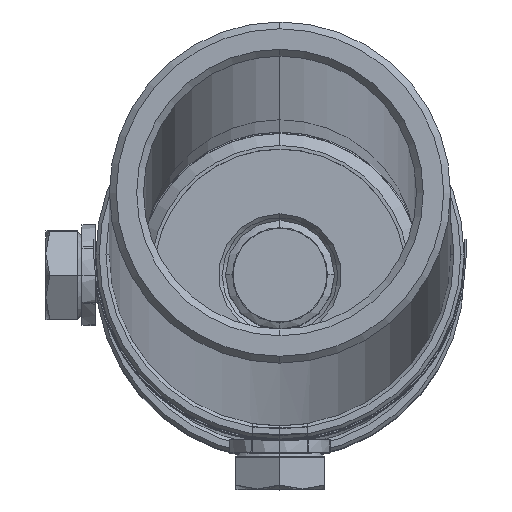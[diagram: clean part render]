
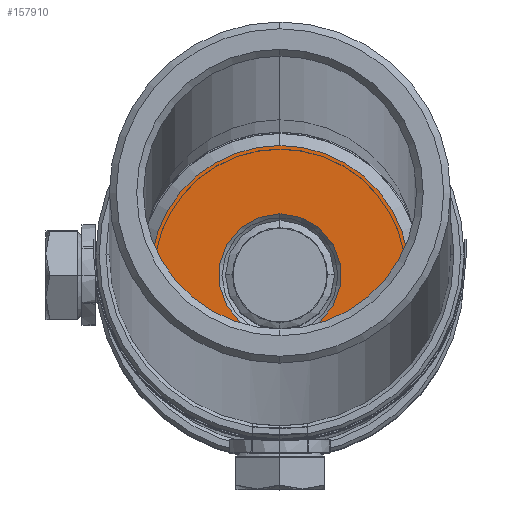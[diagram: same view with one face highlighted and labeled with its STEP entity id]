
A CAD part, top view. The second image highlights one B-rep face of the part: STEP entity #157910.
In plain terms, the highlighted planar face has unit normal (0, 0, 1).
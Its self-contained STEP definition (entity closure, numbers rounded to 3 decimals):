
#157560=CARTESIAN_POINT('',(0.,10.5,55.));
#157570=DIRECTION('',(0.,0.,-1.));
#157580=DIRECTION('',(0.,1.,0.));
#157590=AXIS2_PLACEMENT_3D('',#157560,#157570,#157580);
#157600=PLANE('',#157590);
#157610=CARTESIAN_POINT('',(0.,0.,55.));
#157620=DIRECTION('',(0.,-0.,-1.));
#157630=DIRECTION('',(0.,1.,0.));
#157640=AXIS2_PLACEMENT_3D('',#157610,#157620,#157630);
#157650=CIRCLE('',#157640,9.);
#157660=CARTESIAN_POINT('',(0.,9.,55.));
#157670=VERTEX_POINT('',#157660);
#157680=CARTESIAN_POINT('',(0.,-9.,55.));
#157690=VERTEX_POINT('',#157680);
#157700=EDGE_CURVE('',#157670,#157690,#157650,.T.);
#157710=ORIENTED_EDGE('',*,*,#157700,.T.);
#157720=EDGE_CURVE('',#157690,#157670,#157650,.T.);
#157730=ORIENTED_EDGE('',*,*,#157720,.T.);
#157740=EDGE_LOOP('',(#157730,#157710));
#157750=FACE_BOUND('',#157740,.T.);
#157760=CARTESIAN_POINT('',(0.,0.,55.));
#157770=DIRECTION('',(0.,-0.,-1.));
#157780=DIRECTION('',(0.,1.,0.));
#157790=AXIS2_PLACEMENT_3D('',#157760,#157770,#157780);
#157800=CIRCLE('',#157790,19.);
#157810=CARTESIAN_POINT('',(0.,19.,55.));
#157820=VERTEX_POINT('',#157810);
#157830=CARTESIAN_POINT('',(0.,-19.,55.));
#157840=VERTEX_POINT('',#157830);
#157850=EDGE_CURVE('',#157820,#157840,#157800,.T.);
#157860=ORIENTED_EDGE('',*,*,#157850,.F.);
#157870=EDGE_CURVE('',#157840,#157820,#157800,.T.);
#157880=ORIENTED_EDGE('',*,*,#157870,.F.);
#157890=EDGE_LOOP('',(#157880,#157860));
#157900=FACE_OUTER_BOUND('',#157890,.T.);
#157910=ADVANCED_FACE('',(#157750,#157900),#157600,.F.);
